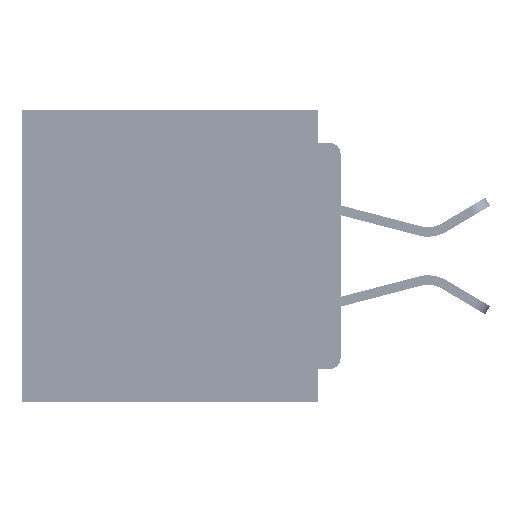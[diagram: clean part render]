
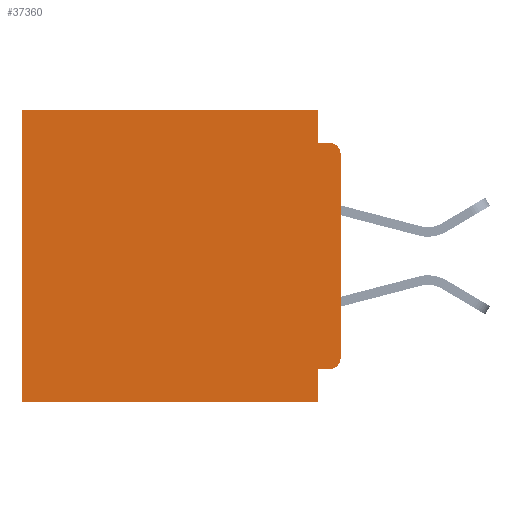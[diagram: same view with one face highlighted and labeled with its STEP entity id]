
A CAD part, left-side view. The second image highlights one B-rep face of the part: STEP entity #37360.
In plain terms, the highlighted planar face has unit normal (-1, 0, 0).
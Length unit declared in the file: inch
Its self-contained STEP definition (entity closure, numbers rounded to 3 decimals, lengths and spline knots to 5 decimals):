
#241 = VECTOR ( 'NONE', #45449, 39.37008 ) ;
#732 = CARTESIAN_POINT ( 'NONE',  ( 0.3, 0.437, -0.4 ) ) ;
#898 = ORIENTED_EDGE ( 'NONE', *, *, #4962, .F. ) ;
#1083 = CARTESIAN_POINT ( 'NONE',  ( 0.3, 0.015, -0.045 ) ) ;
#1473 = ORIENTED_EDGE ( 'NONE', *, *, #45595, .T. ) ;
#1812 = DIRECTION ( 'NONE',  ( 1., 0., 0. ) ) ;
#2803 = CARTESIAN_POINT ( 'NONE',  ( 0.3, 0., 0. ) ) ;
#2941 = CARTESIAN_POINT ( 'NONE',  ( 0.3, 0.031, 0. ) ) ;
#4194 = EDGE_CURVE ( 'NONE', #64716, #55651, #18684, .T. ) ;
#4733 = DIRECTION ( 'NONE',  ( 0., 0., -1. ) ) ;
#4962 = EDGE_CURVE ( 'NONE', #66452, #53197, #37811, .T. ) ;
#5188 = DIRECTION ( 'NONE',  ( -1., 0., 0. ) ) ;
#5302 = VERTEX_POINT ( 'NONE', #39373 ) ;
#5967 = DIRECTION ( 'NONE',  ( 0., 0., -1. ) ) ;
#6471 = CARTESIAN_POINT ( 'NONE',  ( 0.3, 0.031, -0.4 ) ) ;
#7507 = ORIENTED_EDGE ( 'NONE', *, *, #39546, .F. ) ;
#8138 = DIRECTION ( 'NONE',  ( 0., 0., -1. ) ) ;
#9085 = DIRECTION ( 'NONE',  ( 0., 0., -1. ) ) ;
#9815 = LINE ( 'NONE', #41542, #36601 ) ;
#10494 = DIRECTION ( 'NONE',  ( 0., 0., -1. ) ) ;
#14559 = LINE ( 'NONE', #2803, #241 ) ;
#14817 = ORIENTED_EDGE ( 'NONE', *, *, #20836, .F. ) ;
#16017 = CARTESIAN_POINT ( 'NONE',  ( 0.3, 0.031, -0.355 ) ) ;
#16590 = CARTESIAN_POINT ( 'NONE',  ( 0.3, 0.015, -0.34 ) ) ;
#17570 = EDGE_CURVE ( 'NONE', #30486, #30877, #9815, .T. ) ;
#18684 = CIRCLE ( 'NONE', #51371, 0.015 ) ;
#20535 = DIRECTION ( 'NONE',  ( 0., -1., 0. ) ) ;
#20836 = EDGE_CURVE ( 'NONE', #46040, #30486, #40802, .T. ) ;
#21195 = AXIS2_PLACEMENT_3D ( 'NONE', #68814, #36863, #4733 ) ;
#21280 = CARTESIAN_POINT ( 'NONE',  ( 0.3, 0.031, 0. ) ) ;
#22696 = ORIENTED_EDGE ( 'NONE', *, *, #53445, .T. ) ;
#22702 = VECTOR ( 'NONE', #64665, 39.37008 ) ;
#24445 = LINE ( 'NONE', #60080, #60381 ) ;
#24816 = VERTEX_POINT ( 'NONE', #16017 ) ;
#24902 = VECTOR ( 'NONE', #8138, 39.37008 ) ;
#26939 = ORIENTED_EDGE ( 'NONE', *, *, #37897, .T. ) ;
#27336 = CARTESIAN_POINT ( 'NONE',  ( 0.3, 0.031, -0.4 ) ) ;
#28120 = DIRECTION ( 'NONE',  ( 0., 1., 0. ) ) ;
#30486 = VERTEX_POINT ( 'NONE', #56595 ) ;
#30877 = VERTEX_POINT ( 'NONE', #1083 ) ;
#33472 = DIRECTION ( 'NONE',  ( 0., 1., 0. ) ) ;
#34002 = LINE ( 'NONE', #58414, #59055 ) ;
#34167 = ORIENTED_EDGE ( 'NONE', *, *, #36228, .F. ) ;
#34469 = VECTOR ( 'NONE', #28120, 39.37008 ) ;
#35243 = LINE ( 'NONE', #27336, #22702 ) ;
#36228 = EDGE_CURVE ( 'NONE', #64716, #24816, #24445, .T. ) ;
#36601 = VECTOR ( 'NONE', #20535, 39.37008 ) ;
#36669 = EDGE_CURVE ( 'NONE', #24816, #66452, #35243, .T. ) ;
#36863 = DIRECTION ( 'NONE',  ( -1., 0., 0. ) ) ;
#37360 = ADVANCED_FACE ( 'NONE', ( #45171 ), #65899, .F. ) ;
#37811 = LINE ( 'NONE', #41394, #34469 ) ;
#37897 = EDGE_CURVE ( 'NONE', #5302, #53197, #52594, .T. ) ;
#38536 = EDGE_LOOP ( 'NONE', ( #7507, #1473, #60514, #14817, #22696, #26939, #898, #65833, #34167, #49610 ) ) ;
#39304 = DIRECTION ( 'NONE',  ( 0., 0., -1. ) ) ;
#39373 = CARTESIAN_POINT ( 'NONE',  ( 0.3, 0.437, 0. ) ) ;
#39546 = EDGE_CURVE ( 'NONE', #46938, #55651, #34002, .T. ) ;
#40802 = LINE ( 'NONE', #2941, #24902 ) ;
#41394 = CARTESIAN_POINT ( 'NONE',  ( 0.3, 0., -0.4 ) ) ;
#41542 = CARTESIAN_POINT ( 'NONE',  ( 0.3, 0., -0.045 ) ) ;
#44778 = CARTESIAN_POINT ( 'NONE',  ( 0.3, 0.015, -0.355 ) ) ;
#45171 = FACE_OUTER_BOUND ( 'NONE', #38536, .T. ) ;
#45449 = DIRECTION ( 'NONE',  ( 0., 1., 0. ) ) ;
#45476 = CARTESIAN_POINT ( 'NONE',  ( 0.3, 0., -0.06 ) ) ;
#45595 = EDGE_CURVE ( 'NONE', #46938, #30877, #59428, .T. ) ;
#46040 = VERTEX_POINT ( 'NONE', #21280 ) ;
#46938 = VERTEX_POINT ( 'NONE', #45476 ) ;
#49027 = CARTESIAN_POINT ( 'NONE',  ( 0.3, 0., -0.34 ) ) ;
#49610 = ORIENTED_EDGE ( 'NONE', *, *, #4194, .T. ) ;
#51371 = AXIS2_PLACEMENT_3D ( 'NONE', #16590, #5188, #9085 ) ;
#52594 = LINE ( 'NONE', #64897, #65107 ) ;
#53197 = VERTEX_POINT ( 'NONE', #732 ) ;
#53445 = EDGE_CURVE ( 'NONE', #46040, #5302, #14559, .T. ) ;
#55651 = VERTEX_POINT ( 'NONE', #49027 ) ;
#56595 = CARTESIAN_POINT ( 'NONE',  ( 0.3, 0.031, -0.045 ) ) ;
#58414 = CARTESIAN_POINT ( 'NONE',  ( 0.3, 0., -0.4 ) ) ;
#59055 = VECTOR ( 'NONE', #10494, 39.37008 ) ;
#59428 = CIRCLE ( 'NONE', #21195, 0.015 ) ;
#60080 = CARTESIAN_POINT ( 'NONE',  ( 0.3, 0., -0.355 ) ) ;
#60336 = CARTESIAN_POINT ( 'NONE',  ( 0.3, 0., -0.4 ) ) ;
#60381 = VECTOR ( 'NONE', #33472, 39.37008 ) ;
#60514 = ORIENTED_EDGE ( 'NONE', *, *, #17570, .F. ) ;
#62360 = AXIS2_PLACEMENT_3D ( 'NONE', #60336, #1812, #39304 ) ;
#64665 = DIRECTION ( 'NONE',  ( 0., 0., -1. ) ) ;
#64716 = VERTEX_POINT ( 'NONE', #44778 ) ;
#64897 = CARTESIAN_POINT ( 'NONE',  ( 0.3, 0.437, -0.4 ) ) ;
#65107 = VECTOR ( 'NONE', #5967, 39.37008 ) ;
#65833 = ORIENTED_EDGE ( 'NONE', *, *, #36669, .F. ) ;
#65899 = PLANE ( 'NONE',  #62360 ) ;
#66452 = VERTEX_POINT ( 'NONE', #6471 ) ;
#68814 = CARTESIAN_POINT ( 'NONE',  ( 0.3, 0.015, -0.06 ) ) ;
